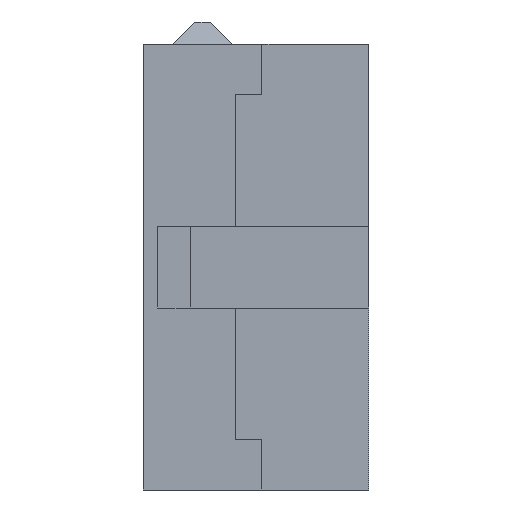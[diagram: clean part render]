
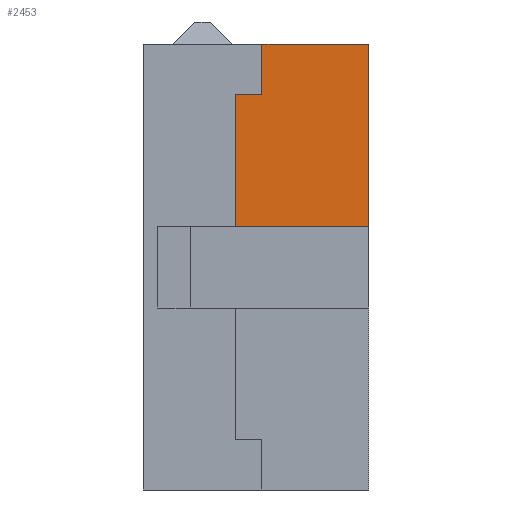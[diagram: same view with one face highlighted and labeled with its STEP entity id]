
A CAD part, left-side view. The second image highlights one B-rep face of the part: STEP entity #2453.
In plain terms, the highlighted planar face has unit normal (-1, 0, 0).
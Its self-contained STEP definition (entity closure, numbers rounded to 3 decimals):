
#72 = PLANE('',#73);
#73 = AXIS2_PLACEMENT_3D('',#74,#75,#76);
#74 = CARTESIAN_POINT('',(-35.377,-3.2,0.));
#75 = DIRECTION('',(0.,-1.,0.));
#76 = DIRECTION('',(-1.,0.,0.));
#634 = VERTEX_POINT('',#635);
#635 = CARTESIAN_POINT('',(-10.,-3.2,2.75));
#649 = PLANE('',#650);
#650 = AXIS2_PLACEMENT_3D('',#651,#652,#653);
#651 = CARTESIAN_POINT('',(-7.,-3.2,2.75));
#652 = DIRECTION('',(0.,0.,-1.));
#653 = DIRECTION('',(-1.,0.,0.));
#661 = EDGE_CURVE('',#634,#662,#664,.T.);
#662 = VERTEX_POINT('',#663);
#663 = CARTESIAN_POINT('',(-10.,-3.2,11.6));
#664 = SURFACE_CURVE('',#665,(#669,#676),.PCURVE_S1.);
#665 = LINE('',#666,#667);
#666 = CARTESIAN_POINT('',(-10.,-3.2,0.));
#667 = VECTOR('',#668,1.);
#668 = DIRECTION('',(0.,0.,1.));
#669 = PCURVE('',#72,#670);
#670 = DEFINITIONAL_REPRESENTATION('',(#671),#675);
#671 = LINE('',#672,#673);
#672 = CARTESIAN_POINT('',(-25.377,0.));
#673 = VECTOR('',#674,1.);
#674 = DIRECTION('',(0.,-1.));
#675 = ( GEOMETRIC_REPRESENTATION_CONTEXT(2) 
PARAMETRIC_REPRESENTATION_CONTEXT() REPRESENTATION_CONTEXT('2D SPACE',''
  ) );
#676 = PCURVE('',#677,#682);
#677 = PLANE('',#678);
#678 = AXIS2_PLACEMENT_3D('',#679,#680,#681);
#679 = CARTESIAN_POINT('',(-10.,-9.502,7.198));
#680 = DIRECTION('',(-1.,0.,0.));
#681 = DIRECTION('',(0.,1.,0.));
#682 = DEFINITIONAL_REPRESENTATION('',(#683),#687);
#683 = LINE('',#684,#685);
#684 = CARTESIAN_POINT('',(6.302,7.198));
#685 = VECTOR('',#686,1.);
#686 = DIRECTION('',(0.,-1.));
#687 = ( GEOMETRIC_REPRESENTATION_CONTEXT(2) 
PARAMETRIC_REPRESENTATION_CONTEXT() REPRESENTATION_CONTEXT('2D SPACE',''
  ) );
#705 = PLANE('',#706);
#706 = AXIS2_PLACEMENT_3D('',#707,#708,#709);
#707 = CARTESIAN_POINT('',(-10.,-8.,11.6));
#708 = DIRECTION('',(0.,0.,1.));
#709 = DIRECTION('',(-1.,0.,0.));
#1557 = PLANE('',#1558);
#1558 = AXIS2_PLACEMENT_3D('',#1559,#1560,#1561);
#1559 = CARTESIAN_POINT('',(-60.,-8.,7.5));
#1560 = DIRECTION('',(0.,1.,0.));
#1561 = DIRECTION('',(0.,0.,1.));
#1585 = PLANE('',#1586);
#1586 = AXIS2_PLACEMENT_3D('',#1587,#1588,#1589);
#1587 = CARTESIAN_POINT('',(-57.071,-4.671,15.));
#1588 = DIRECTION('',(0.,0.,1.));
#1589 = DIRECTION('',(0.,-1.,0.));
#2274 = PLANE('',#2275);
#2275 = AXIS2_PLACEMENT_3D('',#2276,#2277,#2278);
#2276 = CARTESIAN_POINT('',(-5.052,-15.2,0.));
#2277 = DIRECTION('',(0.,-1.,0.));
#2278 = DIRECTION('',(-1.,0.,0.));
#2411 = VERTEX_POINT('',#2412);
#2412 = CARTESIAN_POINT('',(-10.,-15.2,2.75));
#2433 = EDGE_CURVE('',#634,#2411,#2434,.T.);
#2434 = SURFACE_CURVE('',#2435,(#2439,#2446),.PCURVE_S1.);
#2435 = LINE('',#2436,#2437);
#2436 = CARTESIAN_POINT('',(-10.,-3.2,2.75));
#2437 = VECTOR('',#2438,1.);
#2438 = DIRECTION('',(0.,-1.,0.));
#2439 = PCURVE('',#649,#2440);
#2440 = DEFINITIONAL_REPRESENTATION('',(#2441),#2445);
#2441 = LINE('',#2442,#2443);
#2442 = CARTESIAN_POINT('',(3.,0.));
#2443 = VECTOR('',#2444,1.);
#2444 = DIRECTION('',(0.,-1.));
#2445 = ( GEOMETRIC_REPRESENTATION_CONTEXT(2) 
PARAMETRIC_REPRESENTATION_CONTEXT() REPRESENTATION_CONTEXT('2D SPACE',''
  ) );
#2446 = PCURVE('',#677,#2447);
#2447 = DEFINITIONAL_REPRESENTATION('',(#2448),#2452);
#2448 = LINE('',#2449,#2450);
#2449 = CARTESIAN_POINT('',(6.302,4.448));
#2450 = VECTOR('',#2451,1.);
#2451 = DIRECTION('',(-1.,0.));
#2452 = ( GEOMETRIC_REPRESENTATION_CONTEXT(2) 
PARAMETRIC_REPRESENTATION_CONTEXT() REPRESENTATION_CONTEXT('2D SPACE',''
  ) );
#2453 = ADVANCED_FACE('',(#2454),#677,.T.);
#2454 = FACE_BOUND('',#2455,.T.);
#2455 = EDGE_LOOP('',(#2456,#2481,#2502,#2503,#2504,#2527));
#2456 = ORIENTED_EDGE('',*,*,#2457,.F.);
#2457 = EDGE_CURVE('',#2458,#2460,#2462,.T.);
#2458 = VERTEX_POINT('',#2459);
#2459 = CARTESIAN_POINT('',(-10.,-8.,11.6));
#2460 = VERTEX_POINT('',#2461);
#2461 = CARTESIAN_POINT('',(-10.,-8.,15.));
#2462 = SURFACE_CURVE('',#2463,(#2467,#2474),.PCURVE_S1.);
#2463 = LINE('',#2464,#2465);
#2464 = CARTESIAN_POINT('',(-10.,-8.,3.75));
#2465 = VECTOR('',#2466,1.);
#2466 = DIRECTION('',(0.,0.,1.));
#2467 = PCURVE('',#677,#2468);
#2468 = DEFINITIONAL_REPRESENTATION('',(#2469),#2473);
#2469 = LINE('',#2470,#2471);
#2470 = CARTESIAN_POINT('',(1.502,3.448));
#2471 = VECTOR('',#2472,1.);
#2472 = DIRECTION('',(0.,-1.));
#2473 = ( GEOMETRIC_REPRESENTATION_CONTEXT(2) 
PARAMETRIC_REPRESENTATION_CONTEXT() REPRESENTATION_CONTEXT('2D SPACE',''
  ) );
#2474 = PCURVE('',#1557,#2475);
#2475 = DEFINITIONAL_REPRESENTATION('',(#2476),#2480);
#2476 = LINE('',#2477,#2478);
#2477 = CARTESIAN_POINT('',(-3.75,50.));
#2478 = VECTOR('',#2479,1.);
#2479 = DIRECTION('',(1.,0.));
#2480 = ( GEOMETRIC_REPRESENTATION_CONTEXT(2) 
PARAMETRIC_REPRESENTATION_CONTEXT() REPRESENTATION_CONTEXT('2D SPACE',''
  ) );
#2481 = ORIENTED_EDGE('',*,*,#2482,.T.);
#2482 = EDGE_CURVE('',#2458,#662,#2483,.T.);
#2483 = SURFACE_CURVE('',#2484,(#2488,#2495),.PCURVE_S1.);
#2484 = LINE('',#2485,#2486);
#2485 = CARTESIAN_POINT('',(-10.,-8.,11.6));
#2486 = VECTOR('',#2487,1.);
#2487 = DIRECTION('',(0.,1.,0.));
#2488 = PCURVE('',#677,#2489);
#2489 = DEFINITIONAL_REPRESENTATION('',(#2490),#2494);
#2490 = LINE('',#2491,#2492);
#2491 = CARTESIAN_POINT('',(1.502,-4.402));
#2492 = VECTOR('',#2493,1.);
#2493 = DIRECTION('',(1.,0.));
#2494 = ( GEOMETRIC_REPRESENTATION_CONTEXT(2) 
PARAMETRIC_REPRESENTATION_CONTEXT() REPRESENTATION_CONTEXT('2D SPACE',''
  ) );
#2495 = PCURVE('',#705,#2496);
#2496 = DEFINITIONAL_REPRESENTATION('',(#2497),#2501);
#2497 = LINE('',#2498,#2499);
#2498 = CARTESIAN_POINT('',(0.,0.));
#2499 = VECTOR('',#2500,1.);
#2500 = DIRECTION('',(0.,-1.));
#2501 = ( GEOMETRIC_REPRESENTATION_CONTEXT(2) 
PARAMETRIC_REPRESENTATION_CONTEXT() REPRESENTATION_CONTEXT('2D SPACE',''
  ) );
#2502 = ORIENTED_EDGE('',*,*,#661,.F.);
#2503 = ORIENTED_EDGE('',*,*,#2433,.T.);
#2504 = ORIENTED_EDGE('',*,*,#2505,.T.);
#2505 = EDGE_CURVE('',#2411,#2506,#2508,.T.);
#2506 = VERTEX_POINT('',#2507);
#2507 = CARTESIAN_POINT('',(-10.,-15.2,15.));
#2508 = SURFACE_CURVE('',#2509,(#2513,#2520),.PCURVE_S1.);
#2509 = LINE('',#2510,#2511);
#2510 = CARTESIAN_POINT('',(-10.,-15.2,0.));
#2511 = VECTOR('',#2512,1.);
#2512 = DIRECTION('',(0.,0.,1.));
#2513 = PCURVE('',#677,#2514);
#2514 = DEFINITIONAL_REPRESENTATION('',(#2515),#2519);
#2515 = LINE('',#2516,#2517);
#2516 = CARTESIAN_POINT('',(-5.698,7.198));
#2517 = VECTOR('',#2518,1.);
#2518 = DIRECTION('',(0.,-1.));
#2519 = ( GEOMETRIC_REPRESENTATION_CONTEXT(2) 
PARAMETRIC_REPRESENTATION_CONTEXT() REPRESENTATION_CONTEXT('2D SPACE',''
  ) );
#2520 = PCURVE('',#2274,#2521);
#2521 = DEFINITIONAL_REPRESENTATION('',(#2522),#2526);
#2522 = LINE('',#2523,#2524);
#2523 = CARTESIAN_POINT('',(4.948,0.));
#2524 = VECTOR('',#2525,1.);
#2525 = DIRECTION('',(0.,-1.));
#2526 = ( GEOMETRIC_REPRESENTATION_CONTEXT(2) 
PARAMETRIC_REPRESENTATION_CONTEXT() REPRESENTATION_CONTEXT('2D SPACE',''
  ) );
#2527 = ORIENTED_EDGE('',*,*,#2528,.F.);
#2528 = EDGE_CURVE('',#2460,#2506,#2529,.T.);
#2529 = SURFACE_CURVE('',#2530,(#2534,#2541),.PCURVE_S1.);
#2530 = LINE('',#2531,#2532);
#2531 = CARTESIAN_POINT('',(-10.,0.,15.));
#2532 = VECTOR('',#2533,1.);
#2533 = DIRECTION('',(0.,-1.,0.));
#2534 = PCURVE('',#677,#2535);
#2535 = DEFINITIONAL_REPRESENTATION('',(#2536),#2540);
#2536 = LINE('',#2537,#2538);
#2537 = CARTESIAN_POINT('',(9.502,-7.802));
#2538 = VECTOR('',#2539,1.);
#2539 = DIRECTION('',(-1.,0.));
#2540 = ( GEOMETRIC_REPRESENTATION_CONTEXT(2) 
PARAMETRIC_REPRESENTATION_CONTEXT() REPRESENTATION_CONTEXT('2D SPACE',''
  ) );
#2541 = PCURVE('',#1585,#2542);
#2542 = DEFINITIONAL_REPRESENTATION('',(#2543),#2547);
#2543 = LINE('',#2544,#2545);
#2544 = CARTESIAN_POINT('',(-4.671,47.071));
#2545 = VECTOR('',#2546,1.);
#2546 = DIRECTION('',(1.,0.));
#2547 = ( GEOMETRIC_REPRESENTATION_CONTEXT(2) 
PARAMETRIC_REPRESENTATION_CONTEXT() REPRESENTATION_CONTEXT('2D SPACE',''
  ) );
